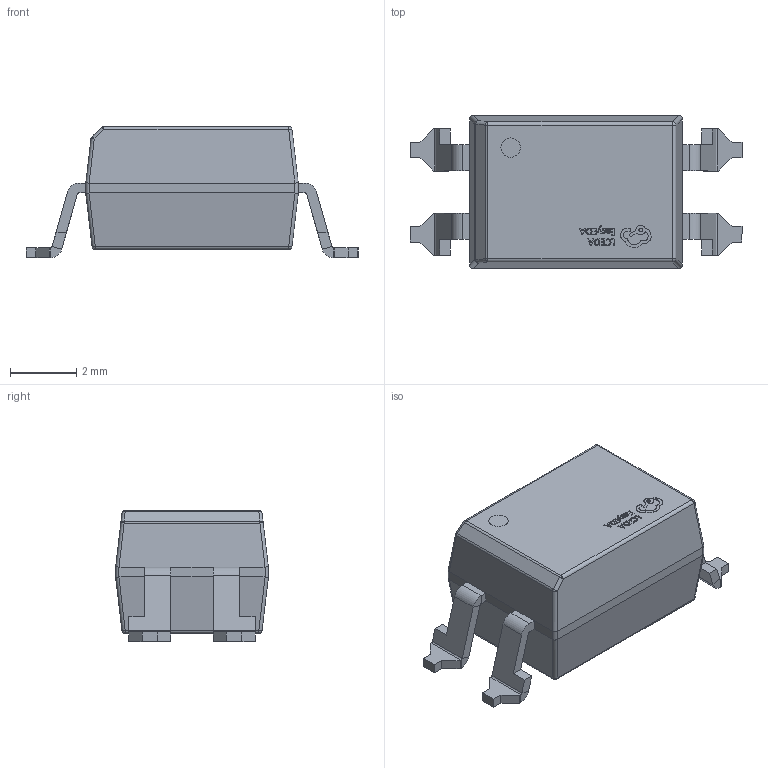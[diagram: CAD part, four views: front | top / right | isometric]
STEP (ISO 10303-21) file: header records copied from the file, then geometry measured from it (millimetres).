
FILE_DESCRIPTION (( 'STEP AP214' ), '1' );
FILE_NAME ('RELAY-SMD_L4.6-W6.4-H3.7-LS10.0-P2.54.step', '2022-07-09T12:40:30', ( '' ), ( '' ), 'SwSTEP 2.0', 'SolidWorks 2020', '' );
FILE_SCHEMA (( 'AUTOMOTIVE_DESIGN' ));
Length unit declared in the file: millimetre
Products named in the file (1): RELAY-SMD_L4.6-W6.4-H3.7-LS10.0-P2.54
Bounding box: 10 x 4.6 x 3.96 mm (x, y, z)
Volume: 104.7 mm3; surface area: 158.1 mm2
Topology: 1 solids, 1 shells, 438 faces, 1133 edges, 724 vertices
Faces by surface type: plane 275, bspline 112, cylinder 41, sphere 10
Entity records: 18548 total; most frequent: CARTESIAN_POINT 4472, ORIENTED_EDGE 2266, DIRECTION 1601, EDGE_CURVE 1133, VECTOR 815, LINE 815, VERTEX_POINT 724, EDGE_LOOP 465
